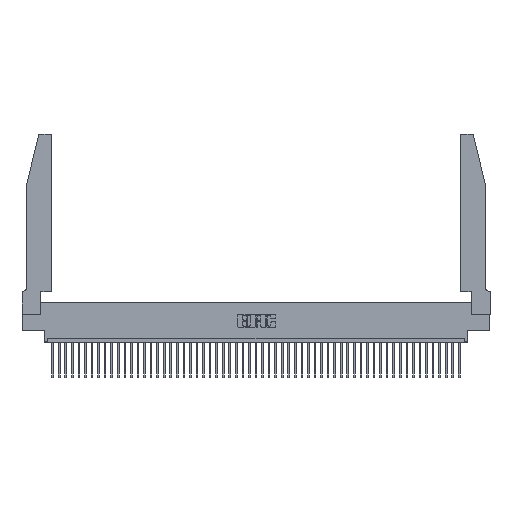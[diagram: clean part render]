
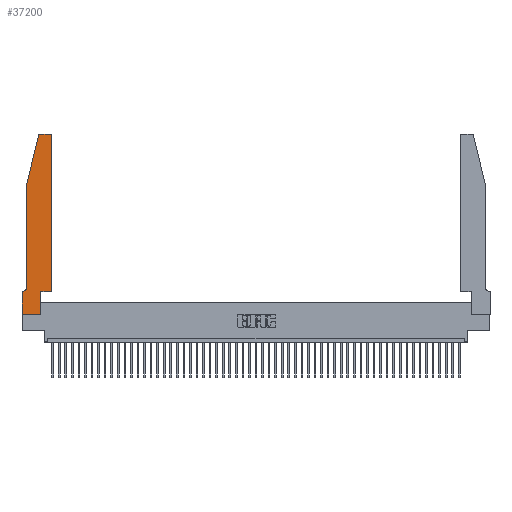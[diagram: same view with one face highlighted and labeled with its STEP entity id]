
A CAD part, top view. The second image highlights one B-rep face of the part: STEP entity #37200.
In plain terms, the highlighted planar face has unit normal (0, 0, 1).
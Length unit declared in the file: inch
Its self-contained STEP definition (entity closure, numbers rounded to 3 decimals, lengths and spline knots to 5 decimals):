
#71 = EDGE_CURVE ( 'NONE', #25679, #25986, #25920, .T. ) ;
#1670 = ORIENTED_EDGE ( 'NONE', *, *, #9238, .T. ) ;
#1843 = ORIENTED_EDGE ( 'NONE', *, *, #24766, .T. ) ;
#2825 = VECTOR ( 'NONE', #26596, 39.37008 ) ;
#2846 = CARTESIAN_POINT ( 'NONE',  ( 0.4505, 2.72, 0.37 ) ) ;
#2860 = CARTESIAN_POINT ( 'NONE',  ( 0.0755, 0.42, 0.37 ) ) ;
#3628 = VERTEX_POINT ( 'NONE', #40424 ) ;
#3653 = DIRECTION ( 'NONE',  ( 0., 0., 1. ) ) ;
#4143 = EDGE_CURVE ( 'NONE', #47768, #25679, #47895, .T. ) ;
#4878 = DIRECTION ( 'NONE',  ( 1., 0., 0. ) ) ;
#5024 = CARTESIAN_POINT ( 'NONE',  ( 0.4505, 0.35, 0.37 ) ) ;
#5471 = ORIENTED_EDGE ( 'NONE', *, *, #45757, .T. ) ;
#6369 = AXIS2_PLACEMENT_3D ( 'NONE', #23995, #12077, #4878 ) ;
#6491 = DIRECTION ( 'NONE',  ( 1., 0., 0. ) ) ;
#7859 = CARTESIAN_POINT ( 'NONE',  ( 0., 0., 0.37 ) ) ;
#8145 = DIRECTION ( 'NONE',  ( 1., 0., 0. ) ) ;
#9238 = EDGE_CURVE ( 'NONE', #30283, #23929, #38122, .T. ) ;
#9814 = VECTOR ( 'NONE', #33225, 39.37008 ) ;
#9853 = FACE_OUTER_BOUND ( 'NONE', #19967, .T. ) ;
#9958 = CARTESIAN_POINT ( 'NONE',  ( 0.2865, 0., 0.37 ) ) ;
#10124 = EDGE_CURVE ( 'NONE', #25986, #40610, #39822, .T. ) ;
#10221 = VERTEX_POINT ( 'NONE', #20657 ) ;
#10390 = DIRECTION ( 'NONE',  ( -1., 0., 0. ) ) ;
#10448 = VERTEX_POINT ( 'NONE', #2846 ) ;
#11184 = LINE ( 'NONE', #49482, #2825 ) ;
#11557 = AXIS2_PLACEMENT_3D ( 'NONE', #18613, #3653, #34177 ) ;
#12077 = DIRECTION ( 'NONE',  ( 0., 0., 1. ) ) ;
#12831 = CARTESIAN_POINT ( 'NONE',  ( 0.4505, 0.35, 0.37 ) ) ;
#13868 = DIRECTION ( 'NONE',  ( -1., 0., 0. ) ) ;
#14386 = CARTESIAN_POINT ( 'NONE',  ( 0.0755, 0.35, 0.37 ) ) ;
#14578 = DIRECTION ( 'NONE',  ( 1., 0., 0. ) ) ;
#15702 = VECTOR ( 'NONE', #13868, 39.37008 ) ;
#17330 = CIRCLE ( 'NONE', #17524, 0.03 ) ;
#17524 = AXIS2_PLACEMENT_3D ( 'NONE', #17928, #21592, #14578 ) ;
#17921 = ORIENTED_EDGE ( 'NONE', *, *, #23570, .T. ) ;
#17928 = CARTESIAN_POINT ( 'NONE',  ( 0.284, 2.72, 0.37 ) ) ;
#18177 = EDGE_CURVE ( 'NONE', #10448, #18745, #21740, .T. ) ;
#18439 = VECTOR ( 'NONE', #35057, 39.37008 ) ;
#18613 = CARTESIAN_POINT ( 'NONE',  ( 0.4205, 2.72, 0.37 ) ) ;
#18745 = VERTEX_POINT ( 'NONE', #30379 ) ;
#19625 = VERTEX_POINT ( 'NONE', #9958 ) ;
#19967 = EDGE_LOOP ( 'NONE', ( #17921, #28788, #1843, #47983, #36594, #24380, #25910, #32285, #5471, #1670, #37734, #36541 ) ) ;
#20268 = VECTOR ( 'NONE', #8145, 39.37008 ) ;
#20502 = DIRECTION ( 'NONE',  ( 0., 1., 0. ) ) ;
#20588 = CARTESIAN_POINT ( 'NONE',  ( 0.0755, 2., 0.37 ) ) ;
#20657 = CARTESIAN_POINT ( 'NONE',  ( 0.284, 2.75, 0.37 ) ) ;
#21592 = DIRECTION ( 'NONE',  ( 0., 0., 1. ) ) ;
#21688 = CARTESIAN_POINT ( 'NONE',  ( 0.2865, 0.35, 0.37 ) ) ;
#21740 = CIRCLE ( 'NONE', #11557, 0.03 ) ;
#23570 = EDGE_CURVE ( 'NONE', #18745, #10221, #45330, .T. ) ;
#23929 = VERTEX_POINT ( 'NONE', #12831 ) ;
#23995 = CARTESIAN_POINT ( 'NONE',  ( 0., 0.35, 0.37 ) ) ;
#24380 = ORIENTED_EDGE ( 'NONE', *, *, #71, .T. ) ;
#24766 = EDGE_CURVE ( 'NONE', #3628, #30661, #38607, .T. ) ;
#25679 = VERTEX_POINT ( 'NONE', #48143 ) ;
#25910 = ORIENTED_EDGE ( 'NONE', *, *, #10124, .T. ) ;
#25920 = LINE ( 'NONE', #14386, #15702 ) ;
#25986 = VERTEX_POINT ( 'NONE', #32789 ) ;
#26007 = DIRECTION ( 'NONE',  ( 0., 0., -1. ) ) ;
#26109 = CARTESIAN_POINT ( 'NONE',  ( 0., 0., 0.37 ) ) ;
#26596 = DIRECTION ( 'NONE',  ( 0., -1., 0. ) ) ;
#28734 = EDGE_CURVE ( 'NONE', #23929, #10448, #29151, .T. ) ;
#28788 = ORIENTED_EDGE ( 'NONE', *, *, #42468, .T. ) ;
#29151 = LINE ( 'NONE', #5024, #18439 ) ;
#29257 = AXIS2_PLACEMENT_3D ( 'NONE', #33395, #26007, #10390 ) ;
#30283 = VERTEX_POINT ( 'NONE', #21688 ) ;
#30379 = CARTESIAN_POINT ( 'NONE',  ( 0.4205, 2.75, 0.37 ) ) ;
#30505 = LINE ( 'NONE', #7859, #20268 ) ;
#30661 = VERTEX_POINT ( 'NONE', #20588 ) ;
#30678 = LINE ( 'NONE', #30956, #42107 ) ;
#30956 = CARTESIAN_POINT ( 'NONE',  ( 0.2865, 0.35, 0.37 ) ) ;
#31444 = CARTESIAN_POINT ( 'NONE',  ( 0.2605, 2.75, 0.37 ) ) ;
#31455 = VECTOR ( 'NONE', #6491, 39.37008 ) ;
#32285 = ORIENTED_EDGE ( 'NONE', *, *, #42657, .T. ) ;
#32789 = CARTESIAN_POINT ( 'NONE',  ( 0., 0.35, 0.37 ) ) ;
#33225 = DIRECTION ( 'NONE',  ( -0.239, -0.971, 0. ) ) ;
#33395 = CARTESIAN_POINT ( 'NONE',  ( 0.0055, 0.42, 0.37 ) ) ;
#34177 = DIRECTION ( 'NONE',  ( 1., 0., 0. ) ) ;
#35057 = DIRECTION ( 'NONE',  ( 0., 1., 0. ) ) ;
#35080 = PLANE ( 'NONE',  #6369 ) ;
#36541 = ORIENTED_EDGE ( 'NONE', *, *, #18177, .T. ) ;
#36594 = ORIENTED_EDGE ( 'NONE', *, *, #4143, .T. ) ;
#36894 = CARTESIAN_POINT ( 'NONE',  ( 0.0755, 2., 0.37 ) ) ;
#37200 = ADVANCED_FACE ( 'NONE', ( #9853 ), #35080, .T. ) ;
#37734 = ORIENTED_EDGE ( 'NONE', *, *, #28734, .T. ) ;
#38122 = LINE ( 'NONE', #45052, #31455 ) ;
#38607 = LINE ( 'NONE', #36894, #9814 ) ;
#39313 = VECTOR ( 'NONE', #43007, 39.37008 ) ;
#39822 = LINE ( 'NONE', #46203, #45782 ) ;
#40424 = CARTESIAN_POINT ( 'NONE',  ( 0.25487, 2.72718, 0.37 ) ) ;
#40610 = VERTEX_POINT ( 'NONE', #26109 ) ;
#41383 = DIRECTION ( 'NONE',  ( 0., -1., 0. ) ) ;
#42107 = VECTOR ( 'NONE', #20502, 39.37008 ) ;
#42468 = EDGE_CURVE ( 'NONE', #10221, #3628, #17330, .T. ) ;
#42657 = EDGE_CURVE ( 'NONE', #40610, #19625, #30505, .T. ) ;
#43007 = DIRECTION ( 'NONE',  ( -1., 0., 0. ) ) ;
#43238 = EDGE_CURVE ( 'NONE', #30661, #47768, #11184, .T. ) ;
#45052 = CARTESIAN_POINT ( 'NONE',  ( 0.4505, 0.35, 0.37 ) ) ;
#45330 = LINE ( 'NONE', #31444, #39313 ) ;
#45757 = EDGE_CURVE ( 'NONE', #19625, #30283, #30678, .T. ) ;
#45782 = VECTOR ( 'NONE', #41383, 39.37008 ) ;
#46203 = CARTESIAN_POINT ( 'NONE',  ( 0., 0., 0.37 ) ) ;
#47768 = VERTEX_POINT ( 'NONE', #2860 ) ;
#47895 = CIRCLE ( 'NONE', #29257, 0.07 ) ;
#47983 = ORIENTED_EDGE ( 'NONE', *, *, #43238, .T. ) ;
#48143 = CARTESIAN_POINT ( 'NONE',  ( 0.0055, 0.35, 0.37 ) ) ;
#49482 = CARTESIAN_POINT ( 'NONE',  ( 0.0755, 2., 0.37 ) ) ;
